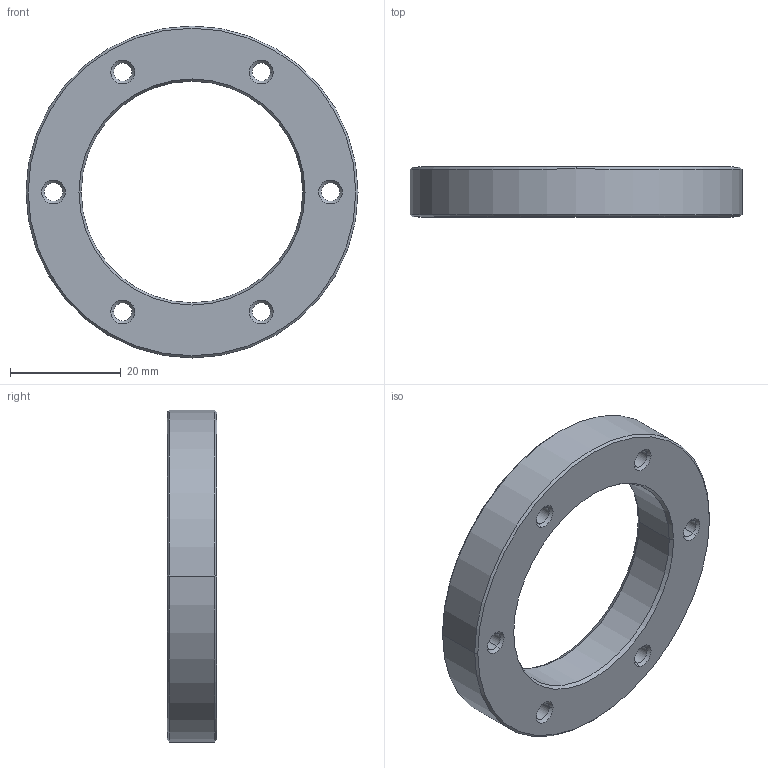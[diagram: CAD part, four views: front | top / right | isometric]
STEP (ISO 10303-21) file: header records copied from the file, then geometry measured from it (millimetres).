
FILE_DESCRIPTION((''),'2;1');
FILE_NAME('1258849-01-Z01','2021-05-06T12:21:43',('AT10150'),(''),'CREO PARAMETRIC BY PTC INC, 2019164','CREO PARAMETRIC BY PTC INC, 2019164','');
FILE_SCHEMA(('AUTOMOTIVE_DESIGN { 1 0 10303 214 1 1 1 1 }'));
Length unit declared in the file: millimetre
Products named in the file (1): 1258849-01-Z01
Bounding box: 59.93 x 9 x 59.93 mm (x, y, z)
Volume: 12938 mm3; surface area: 6440.9 mm2
Topology: 1 solids, 1 shells, 83 faces, 413 edges, 337 vertices
Faces by surface type: cone 45, cylinder 28, plane 10
Entity records: 5097 total; most frequent: DIRECTION 704, CARTESIAN_POINT 621, PRESENTATION_STYLE_ASSIGNMENT 413, STYLED_ITEM 413, CURVE_STYLE 412, ORIENTED_EDGE 386, VECTOR 284, LINE 284
